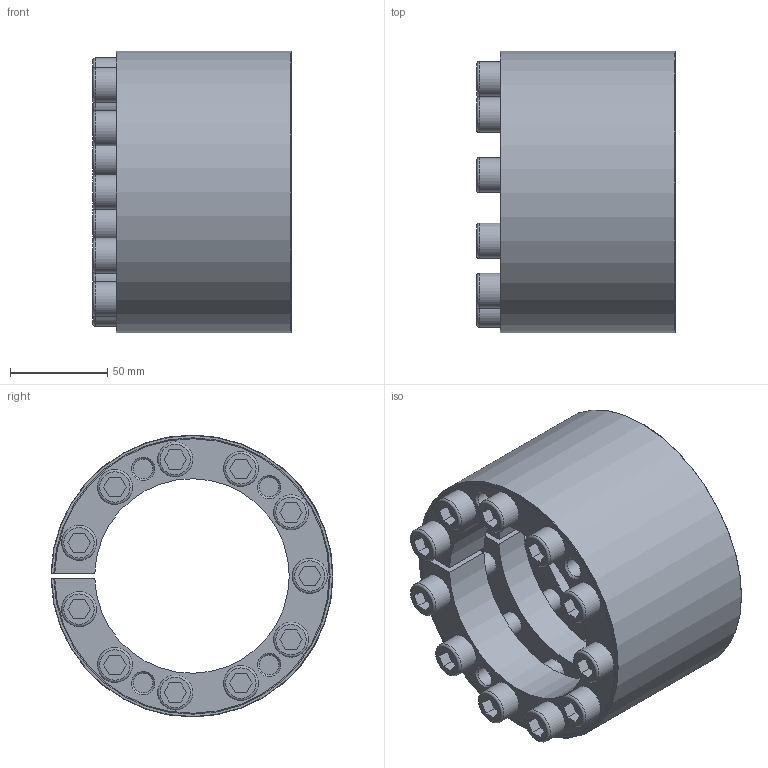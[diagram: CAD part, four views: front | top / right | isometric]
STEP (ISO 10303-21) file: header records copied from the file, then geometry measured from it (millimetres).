
FILE_DESCRIPTION(/* description */ ('STEP AP214'),/* implementation_level */ '2;1');
FILE_NAME(/* name */ 'KLEE100',/* time_stamp */ '2024-05-23T14:12:15+02:00',/* author */ ('License CC BY-ND 4.0'),/* organization */ ('CADENAS'),/* preprocessor_version */ 'ST-DEVELOPER v19.3',/* originating_system */ 'PARTsolutions',/* authorisation */ ' ');
FILE_SCHEMA (('AUTOMOTIVE_DESIGN {1 0 10303 214 3 1 1}'));
Length unit declared in the file: millimetre
Products named in the file (6): KLEE100; KLEE100_threaded_KLEE; KLEE100_outer; KLEE100_threaded_KLEE2; KLEE100_nothread; 174_KLEE
Assembly tree (15 placements, depth 2):
  KLEE100
    KLEE100_threaded_KLEE
    KLEE100_outer
    KLEE100_threaded_KLEE2
    KLEE100_nothread
    174_KLEE  x11
Bounding box: 102 x 144.99 x 144.99 mm (x, y, z)
Volume: 683527.8 mm3; surface area: 231128.8 mm2
Topology: 14 solids, 14 shells, 278 faces, 599 edges, 372 vertices
Faces by surface type: plane 124, cylinder 63, cone 56, torus 35
Full cylindrical faces by diameter (mm): 10.106 x26, 12 x11, 12.6 x11, 18 x11
Entity records: 3175 total; most frequent: DIRECTION 552, CARTESIAN_POINT 507, ORIENTED_EDGE 370, EDGE_LOOP 258, FACE_BOUND 258, AXIS2_PLACEMENT_3D 255, EDGE_CURVE 185, VERTEX_POINT 161
